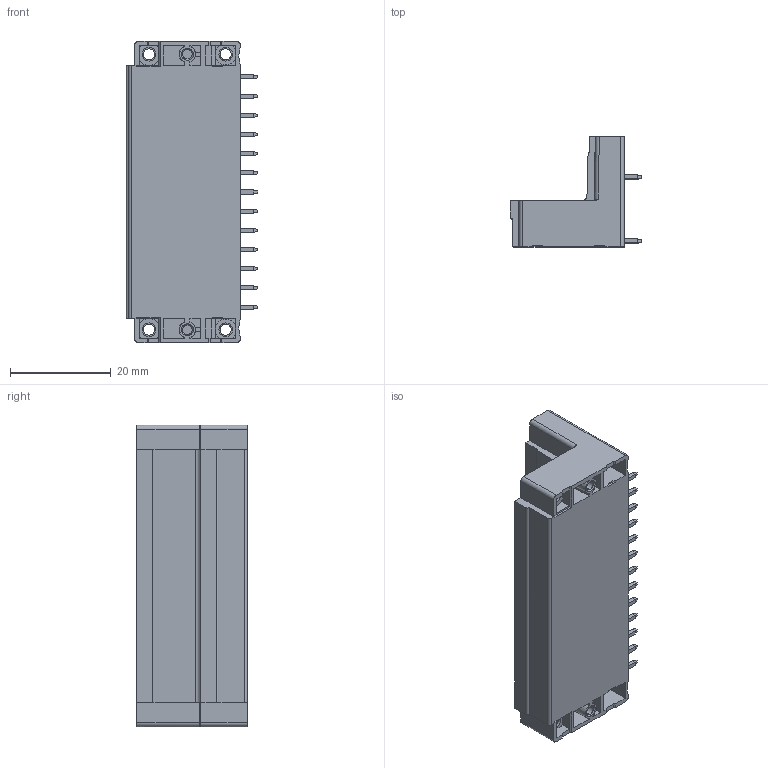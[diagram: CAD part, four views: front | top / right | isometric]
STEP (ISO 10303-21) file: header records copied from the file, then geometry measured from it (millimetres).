
FILE_DESCRIPTION((''),'2;1');
FILE_NAME('TLPHDW-105R-1','2024-09-24T11:02:29',('sheji109'),(''),'CREO PARAMETRIC BY PTC INC, 2018100','CREO PARAMETRIC BY PTC INC, 2018100','');
FILE_SCHEMA(('CONFIG_CONTROL_DESIGN'));
Products named in the file (1): TLPHDW-105R-1
Bounding box: 26.2 x 21.9 x 59.92 mm (x, y, z)
Volume: 12995.1 mm3; surface area: 14443.8 mm2
Topology: 1 solids, 1 shells, 2192 faces, 5934 edges, 3824 vertices
Faces by surface type: plane 1720, cylinder 423, cone 34, sphere 13, bspline 2
Entity records: 68207 total; most frequent: CARTESIAN_POINT 12575, ORIENTED_EDGE 11842, DIRECTION 11079, EDGE_CURVE 5921, VECTOR 4879, LINE 4879, VERTEX_POINT 3824, AXIS2_PLACEMENT_3D 3100
